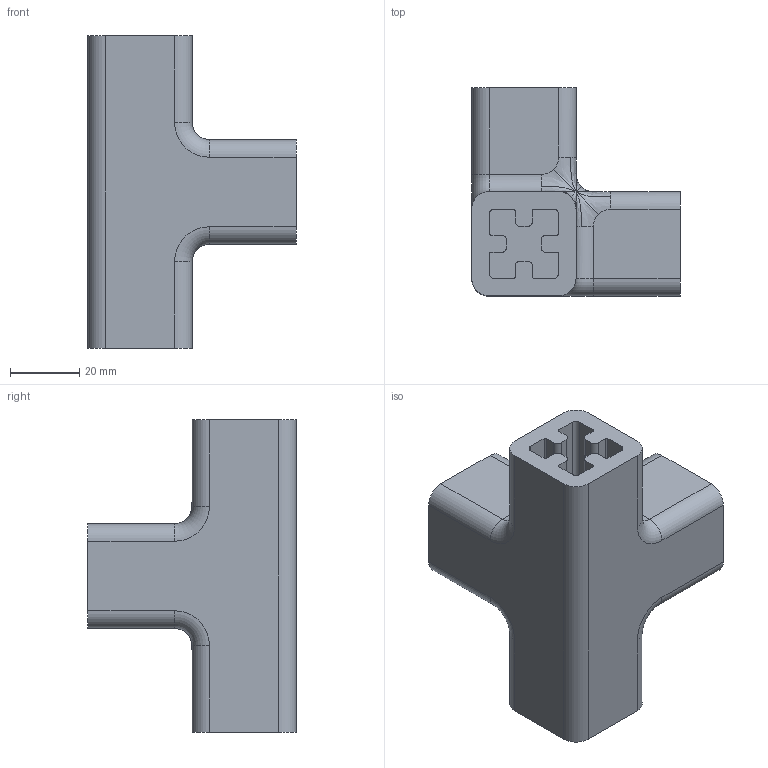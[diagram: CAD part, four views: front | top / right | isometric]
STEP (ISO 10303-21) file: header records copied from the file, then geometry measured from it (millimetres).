
FILE_DESCRIPTION(/* description */ (''),/* implementation_level */ '2;1');
FILE_NAME(/* name */ '20x20(but).stp',/* time_stamp */ '2020-01-20T18:14:17+07:00',/* author */ ('thanh'),/* organization */ (''),/* preprocessor_version */ 'ST-DEVELOPER v18',/* originating_system */ 'Autodesk Inventor 2020',/* authorisation */ '');
FILE_SCHEMA (('AUTOMOTIVE_DESIGN { 1 0 10303 214 3 1 1 }'));
Length unit declared in the file: millimetre
Products named in the file (1): 20x20(Double)
Bounding box: 60 x 60 x 90 mm (x, y, z)
Volume: 96896.7 mm3; surface area: 31677.3 mm2
Topology: 1 solids, 1 shells, 228 faces, 640 edges, 418 vertices
Faces by surface type: cylinder 100, plane 100, bspline 24, torus 4
Entity records: 10146 total; most frequent: CARTESIAN_POINT 3879, ORIENTED_EDGE 1280, DIRECTION 1266, EDGE_CURVE 640, AXIS2_PLACEMENT_3D 445, VERTEX_POINT 418, LINE 376, VECTOR 376
